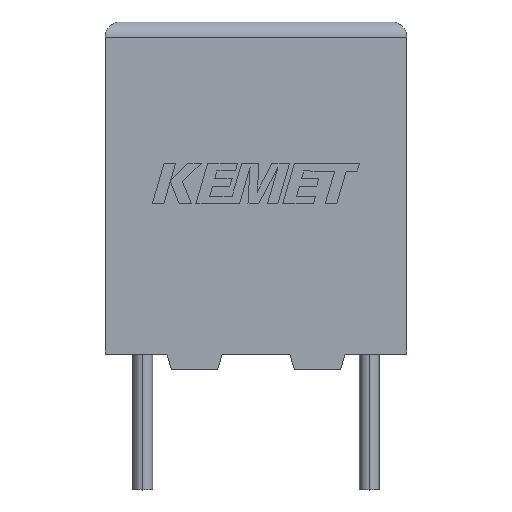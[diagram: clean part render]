
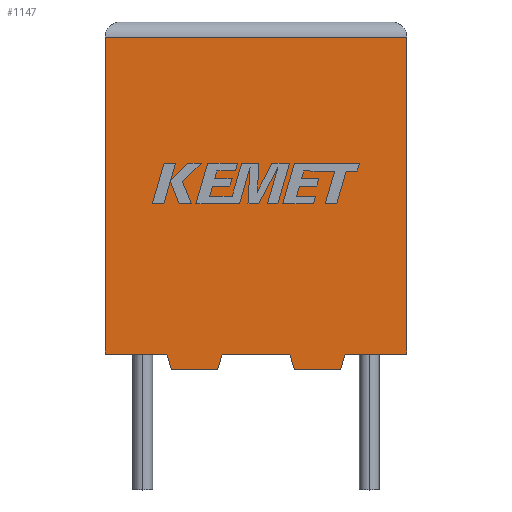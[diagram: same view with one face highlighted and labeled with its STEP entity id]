
A CAD part, top view. The second image highlights one B-rep face of the part: STEP entity #1147.
In plain terms, the highlighted planar face has unit normal (0, 0, 1).
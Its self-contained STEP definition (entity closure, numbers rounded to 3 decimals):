
#23 = DIRECTION ( 'NONE',  ( 0., 0., -1. ) ) ;
#32 = VECTOR ( 'NONE', #1060, 1000. ) ;
#77 = VERTEX_POINT ( 'NONE', #2718 ) ;
#119 = EDGE_CURVE ( 'NONE', #2644, #77, #2258, .T. ) ;
#124 = DIRECTION ( 'NONE',  ( -0.287, 0.958, 0. ) ) ;
#134 = LINE ( 'NONE', #1160, #991 ) ;
#145 = LINE ( 'NONE', #1137, #1967 ) ;
#305 = VERTEX_POINT ( 'NONE', #855 ) ;
#398 = ORIENTED_EDGE ( 'NONE', *, *, #434, .T. ) ;
#434 = EDGE_CURVE ( 'NONE', #1058, #1873, #134, .T. ) ;
#441 = VECTOR ( 'NONE', #2540, 1000. ) ;
#443 = CARTESIAN_POINT ( 'NONE',  ( 0., 0., 5.5 ) ) ;
#493 = DIRECTION ( 'NONE',  ( -1., 0., 0. ) ) ;
#514 = CARTESIAN_POINT ( 'NONE',  ( 7.8, -0.5, 5.5 ) ) ;
#552 = VERTEX_POINT ( 'NONE', #2516 ) ;
#563 = ORIENTED_EDGE ( 'NONE', *, *, #1415, .T. ) ;
#568 = CARTESIAN_POINT ( 'NONE',  ( 10., 0., 5.5 ) ) ;
#626 = VERTEX_POINT ( 'NONE', #798 ) ;
#639 = CARTESIAN_POINT ( 'NONE',  ( 0., 0., 5.5 ) ) ;
#647 = CARTESIAN_POINT ( 'NONE',  ( 0., 10.5, 5.5 ) ) ;
#655 = CARTESIAN_POINT ( 'NONE',  ( 6.27, -0.5, 5.5 ) ) ;
#690 = LINE ( 'NONE', #655, #3004 ) ;
#748 = EDGE_CURVE ( 'NONE', #305, #3236, #1517, .T. ) ;
#756 = DIRECTION ( 'NONE',  ( -1., 0., 0. ) ) ;
#764 = VERTEX_POINT ( 'NONE', #568 ) ;
#769 = VECTOR ( 'NONE', #2927, 1000. ) ;
#798 = CARTESIAN_POINT ( 'NONE',  ( 0., 0., 5.5 ) ) ;
#831 = DIRECTION ( 'NONE',  ( 0., 1., 0. ) ) ;
#833 = VECTOR ( 'NONE', #969, 1000. ) ;
#838 = LINE ( 'NONE', #1336, #32 ) ;
#855 = CARTESIAN_POINT ( 'NONE',  ( 10., 10.5, 5.5 ) ) ;
#863 = EDGE_LOOP ( 'NONE', ( #1350, #1102, #2504, #1912, #1635, #398, #563, #1269, #3191, #1273, #1854, #2449 ) ) ;
#883 = EDGE_CURVE ( 'NONE', #3209, #764, #838, .T. ) ;
#900 = DIRECTION ( 'NONE',  ( 1., 0., 0. ) ) ;
#969 = DIRECTION ( 'NONE',  ( 0.287, -0.958, 0. ) ) ;
#991 = VECTOR ( 'NONE', #1124, 1000. ) ;
#1058 = VERTEX_POINT ( 'NONE', #1690 ) ;
#1060 = DIRECTION ( 'NONE',  ( 1., 0., 0. ) ) ;
#1082 = CARTESIAN_POINT ( 'NONE',  ( 3.73, -0.5, 5.5 ) ) ;
#1102 = ORIENTED_EDGE ( 'NONE', *, *, #748, .T. ) ;
#1124 = DIRECTION ( 'NONE',  ( 1., 0., 0. ) ) ;
#1127 = DIRECTION ( 'NONE',  ( -0.287, -0.958, 0. ) ) ;
#1137 = CARTESIAN_POINT ( 'NONE',  ( 3.73, -0.5, 5.5 ) ) ;
#1147 = ADVANCED_FACE ( 'NONE', ( #2499 ), #1522, .F. ) ;
#1160 = CARTESIAN_POINT ( 'NONE',  ( 2.2, -0.5, 5.5 ) ) ;
#1269 = ORIENTED_EDGE ( 'NONE', *, *, #2218, .T. ) ;
#1273 = ORIENTED_EDGE ( 'NONE', *, *, #119, .F. ) ;
#1314 = CARTESIAN_POINT ( 'NONE',  ( 3.88, 0., 5.5 ) ) ;
#1331 = VECTOR ( 'NONE', #2959, 1000. ) ;
#1336 = CARTESIAN_POINT ( 'NONE',  ( 0., 0., 5.5 ) ) ;
#1350 = ORIENTED_EDGE ( 'NONE', *, *, #1590, .T. ) ;
#1398 = CARTESIAN_POINT ( 'NONE',  ( 0., 0., 5.5 ) ) ;
#1415 = EDGE_CURVE ( 'NONE', #1873, #1598, #145, .T. ) ;
#1441 = LINE ( 'NONE', #3182, #833 ) ;
#1510 = VECTOR ( 'NONE', #1127, 1000. ) ;
#1517 = LINE ( 'NONE', #2050, #441 ) ;
#1522 = PLANE ( 'NONE',  #1861 ) ;
#1590 = EDGE_CURVE ( 'NONE', #764, #305, #1816, .T. ) ;
#1598 = VERTEX_POINT ( 'NONE', #1314 ) ;
#1600 = LINE ( 'NONE', #1859, #1510 ) ;
#1635 = ORIENTED_EDGE ( 'NONE', *, *, #2979, .T. ) ;
#1649 = CARTESIAN_POINT ( 'NONE',  ( 7.95, 0., 5.5 ) ) ;
#1686 = EDGE_CURVE ( 'NONE', #77, #552, #690, .T. ) ;
#1690 = CARTESIAN_POINT ( 'NONE',  ( 2.2, -0.5, 5.5 ) ) ;
#1746 = CARTESIAN_POINT ( 'NONE',  ( 7.8, -0.5, 5.5 ) ) ;
#1816 = LINE ( 'NONE', #2080, #2796 ) ;
#1854 = ORIENTED_EDGE ( 'NONE', *, *, #3132, .F. ) ;
#1859 = CARTESIAN_POINT ( 'NONE',  ( 7.95, 0., 5.5 ) ) ;
#1861 = AXIS2_PLACEMENT_3D ( 'NONE', #3034, #23, #756 ) ;
#1873 = VERTEX_POINT ( 'NONE', #1082 ) ;
#1912 = ORIENTED_EDGE ( 'NONE', *, *, #2520, .T. ) ;
#1967 = VECTOR ( 'NONE', #2154, 1000. ) ;
#2050 = CARTESIAN_POINT ( 'NONE',  ( 0., 10.5, 5.5 ) ) ;
#2080 = CARTESIAN_POINT ( 'NONE',  ( 10., 0., 5.5 ) ) ;
#2154 = DIRECTION ( 'NONE',  ( 0.287, 0.958, 0. ) ) ;
#2201 = LINE ( 'NONE', #639, #1331 ) ;
#2218 = EDGE_CURVE ( 'NONE', #1598, #552, #3126, .T. ) ;
#2258 = LINE ( 'NONE', #1746, #2903 ) ;
#2270 = EDGE_CURVE ( 'NONE', #3236, #626, #2201, .T. ) ;
#2324 = VERTEX_POINT ( 'NONE', #2526 ) ;
#2416 = LINE ( 'NONE', #1398, #2549 ) ;
#2449 = ORIENTED_EDGE ( 'NONE', *, *, #883, .T. ) ;
#2499 = FACE_OUTER_BOUND ( 'NONE', #863, .T. ) ;
#2504 = ORIENTED_EDGE ( 'NONE', *, *, #2270, .T. ) ;
#2516 = CARTESIAN_POINT ( 'NONE',  ( 6.12, 0., 5.5 ) ) ;
#2520 = EDGE_CURVE ( 'NONE', #626, #2324, #2416, .T. ) ;
#2526 = CARTESIAN_POINT ( 'NONE',  ( 2.05, 0., 5.5 ) ) ;
#2540 = DIRECTION ( 'NONE',  ( -1., 0., 0. ) ) ;
#2549 = VECTOR ( 'NONE', #900, 1000. ) ;
#2644 = VERTEX_POINT ( 'NONE', #514 ) ;
#2718 = CARTESIAN_POINT ( 'NONE',  ( 6.27, -0.5, 5.5 ) ) ;
#2796 = VECTOR ( 'NONE', #831, 1000. ) ;
#2903 = VECTOR ( 'NONE', #493, 1000. ) ;
#2927 = DIRECTION ( 'NONE',  ( 1., 0., 0. ) ) ;
#2959 = DIRECTION ( 'NONE',  ( 0., -1., 0. ) ) ;
#2979 = EDGE_CURVE ( 'NONE', #2324, #1058, #1441, .T. ) ;
#3004 = VECTOR ( 'NONE', #124, 1000. ) ;
#3034 = CARTESIAN_POINT ( 'NONE',  ( 0., 0., 5.5 ) ) ;
#3126 = LINE ( 'NONE', #443, #769 ) ;
#3132 = EDGE_CURVE ( 'NONE', #3209, #2644, #1600, .T. ) ;
#3182 = CARTESIAN_POINT ( 'NONE',  ( 2.05, 0., 5.5 ) ) ;
#3191 = ORIENTED_EDGE ( 'NONE', *, *, #1686, .F. ) ;
#3209 = VERTEX_POINT ( 'NONE', #1649 ) ;
#3236 = VERTEX_POINT ( 'NONE', #647 ) ;
